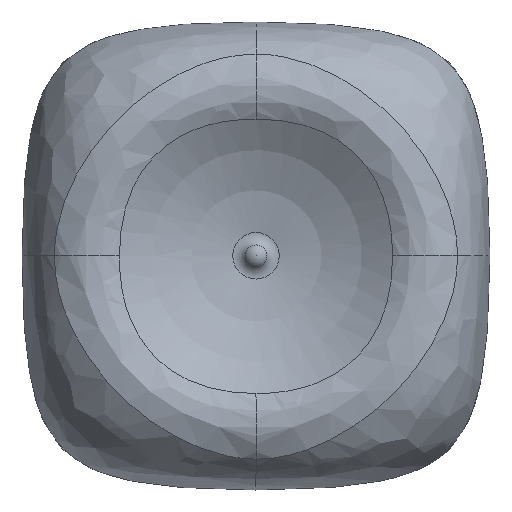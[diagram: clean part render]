
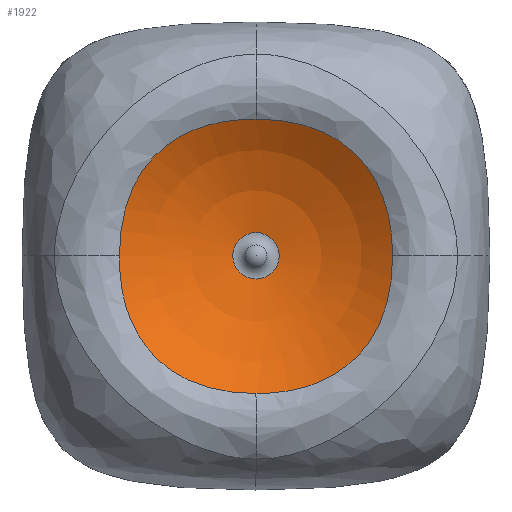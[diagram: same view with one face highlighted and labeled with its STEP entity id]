
A CAD part, top view. The second image highlights one B-rep face of the part: STEP entity #1922.
In plain terms, the highlighted spherical face has radius 9.5 mm.
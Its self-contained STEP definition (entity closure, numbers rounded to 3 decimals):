
#191=SPHERICAL_SURFACE('',#2107,9.5);
#240=FACE_OUTER_BOUND('',#365,.T.);
#365=EDGE_LOOP('',(#1360,#1361,#1362,#1363,#1364,#1365,#1366,#1367,#1368));
#532=CIRCLE('',#2102,0.889);
#533=CIRCLE('',#2103,0.889);
#536=CIRCLE('',#2108,9.5);
#659=B_SPLINE_CURVE_WITH_KNOTS('',3,(#4635,#4636,#4637,#4638),
 .UNSPECIFIED.,.F.,.F.,(4,4),(0.,0.),.UNSPECIFIED.);
#660=B_SPLINE_CURVE_WITH_KNOTS('',3,(#4640,#4641,#4642,#4643,#4644,#4645,
#4646),.UNSPECIFIED.,.F.,.F.,(4,1,1,1,4),(0.,0.146,0.438,
0.73,1.022),.UNSPECIFIED.);
#661=B_SPLINE_CURVE_WITH_KNOTS('',3,(#4648,#4649,#4650,#4651,#4652,#4653,
#4654),.UNSPECIFIED.,.F.,.F.,(4,1,1,1,4),(0.,0.146,
0.438,0.73,1.022),.UNSPECIFIED.);
#662=B_SPLINE_CURVE_WITH_KNOTS('',3,(#4656,#4657,#4658,#4659,#4660,#4661,
#4662),.UNSPECIFIED.,.F.,.F.,(4,1,1,1,4),(0.,0.291,0.582,
0.728,1.019),.UNSPECIFIED.);
#663=B_SPLINE_CURVE_WITH_KNOTS('',3,(#4663,#4664,#4665,#4666,#4667,#4668,
#4669),.UNSPECIFIED.,.F.,.F.,(4,1,1,1,4),(0.,0.146,
0.437,0.728,1.019),.UNSPECIFIED.);
#791=VERTEX_POINT('',#4622);
#792=VERTEX_POINT('',#4624);
#794=VERTEX_POINT('',#4632);
#795=VERTEX_POINT('',#4634);
#796=VERTEX_POINT('',#4639);
#797=VERTEX_POINT('',#4647);
#798=VERTEX_POINT('',#4655);
#1011=EDGE_CURVE('',#791,#792,#532,.T.);
#1012=EDGE_CURVE('',#792,#791,#533,.T.);
#1015=EDGE_CURVE('',#792,#794,#536,.T.);
#1016=EDGE_CURVE('',#795,#794,#659,.T.);
#1017=EDGE_CURVE('',#796,#795,#660,.T.);
#1018=EDGE_CURVE('',#797,#796,#661,.T.);
#1019=EDGE_CURVE('',#798,#797,#662,.T.);
#1020=EDGE_CURVE('',#794,#798,#663,.T.);
#1360=ORIENTED_EDGE('',*,*,#1011,.F.);
#1361=ORIENTED_EDGE('',*,*,#1012,.F.);
#1362=ORIENTED_EDGE('',*,*,#1015,.T.);
#1363=ORIENTED_EDGE('',*,*,#1016,.F.);
#1364=ORIENTED_EDGE('',*,*,#1017,.F.);
#1365=ORIENTED_EDGE('',*,*,#1018,.F.);
#1366=ORIENTED_EDGE('',*,*,#1019,.F.);
#1367=ORIENTED_EDGE('',*,*,#1020,.F.);
#1368=ORIENTED_EDGE('',*,*,#1015,.F.);
#1922=ADVANCED_FACE('',(#240),#191,.F.);
#2102=AXIS2_PLACEMENT_3D('',#4625,#2397,#2398);
#2103=AXIS2_PLACEMENT_3D('',#4626,#2399,#2400);
#2107=AXIS2_PLACEMENT_3D('',#4631,#2407,#2408);
#2108=AXIS2_PLACEMENT_3D('',#4633,#2409,#2410);
#2397=DIRECTION('center_axis',(0.,0.,1.));
#2398=DIRECTION('ref_axis',(0.,-1.,0.));
#2399=DIRECTION('center_axis',(0.,0.,1.));
#2400=DIRECTION('ref_axis',(0.,-1.,0.));
#2407=DIRECTION('center_axis',(0.,0.,1.));
#2408=DIRECTION('ref_axis',(1.,0.,0.));
#2409=DIRECTION('center_axis',(0.,1.,0.));
#2410=DIRECTION('ref_axis',(-1.,0.,0.));
#4622=CARTESIAN_POINT('',(0.889,0.,3.042));
#4624=CARTESIAN_POINT('',(-0.889,0.,3.042));
#4625=CARTESIAN_POINT('Origin',(0.,0.,3.042));
#4626=CARTESIAN_POINT('Origin',(0.,0.,3.042));
#4631=CARTESIAN_POINT('Origin',(0.,0.,12.5));
#4632=CARTESIAN_POINT('',(-5.233,0.,4.571));
#4633=CARTESIAN_POINT('Origin',(0.,0.,12.5));
#4634=CARTESIAN_POINT('',(-5.233,-0.004,4.571));
#4635=CARTESIAN_POINT('Ctrl Pts',(-5.233,-0.004,
4.571));
#4636=CARTESIAN_POINT('Ctrl Pts',(-5.233,-0.003,
4.571));
#4637=CARTESIAN_POINT('Ctrl Pts',(-5.233,-0.001,
4.571));
#4638=CARTESIAN_POINT('Ctrl Pts',(-5.233,0.,
4.571));
#4639=CARTESIAN_POINT('',(0.,-5.276,4.6));
#4640=CARTESIAN_POINT('Ctrl Pts',(0.,-5.276,
4.6));
#4641=CARTESIAN_POINT('Ctrl Pts',(-0.402,-5.276,4.6));
#4642=CARTESIAN_POINT('Ctrl Pts',(-1.599,-5.191,4.63));
#4643=CARTESIAN_POINT('Ctrl Pts',(-3.559,-4.474,4.779));
#4644=CARTESIAN_POINT('Ctrl Pts',(-5.032,-2.434,4.686));
#4645=CARTESIAN_POINT('Ctrl Pts',(-5.234,-0.808,
4.572));
#4646=CARTESIAN_POINT('Ctrl Pts',(-5.233,-0.004,
4.571));
#4647=CARTESIAN_POINT('',(5.233,-0.004,4.571));
#4648=CARTESIAN_POINT('Ctrl Pts',(5.233,-0.004,
4.571));
#4649=CARTESIAN_POINT('Ctrl Pts',(5.233,-0.406,4.572));
#4650=CARTESIAN_POINT('Ctrl Pts',(5.153,-1.603,4.606));
#4651=CARTESIAN_POINT('Ctrl Pts',(4.457,-3.567,4.773));
#4652=CARTESIAN_POINT('Ctrl Pts',(2.43,-5.06,4.703));
#4653=CARTESIAN_POINT('Ctrl Pts',(0.804,-5.276,4.6));
#4654=CARTESIAN_POINT('Ctrl Pts',(0.,-5.276,
4.6));
#4655=CARTESIAN_POINT('',(0.,5.233,4.571));
#4656=CARTESIAN_POINT('Ctrl Pts',(0.,5.233,
4.571));
#4657=CARTESIAN_POINT('Ctrl Pts',(0.801,5.233,4.571));
#4658=CARTESIAN_POINT('Ctrl Pts',(2.423,5.02,4.677));
#4659=CARTESIAN_POINT('Ctrl Pts',(4.109,3.798,4.747));
#4660=CARTESIAN_POINT('Ctrl Pts',(5.061,2.007,4.642));
#4661=CARTESIAN_POINT('Ctrl Pts',(5.231,0.798,4.57));
#4662=CARTESIAN_POINT('Ctrl Pts',(5.233,-0.004,
4.571));
#4663=CARTESIAN_POINT('Ctrl Pts',(-5.233,0.,
4.571));
#4664=CARTESIAN_POINT('Ctrl Pts',(-5.232,0.399,4.57));
#4665=CARTESIAN_POINT('Ctrl Pts',(-5.147,1.59,4.6));
#4666=CARTESIAN_POINT('Ctrl Pts',(-4.449,3.547,4.76));
#4667=CARTESIAN_POINT('Ctrl Pts',(-2.422,5.025,4.678));
#4668=CARTESIAN_POINT('Ctrl Pts',(-0.801,5.233,4.571));
#4669=CARTESIAN_POINT('Ctrl Pts',(0.,5.233,
4.571));
